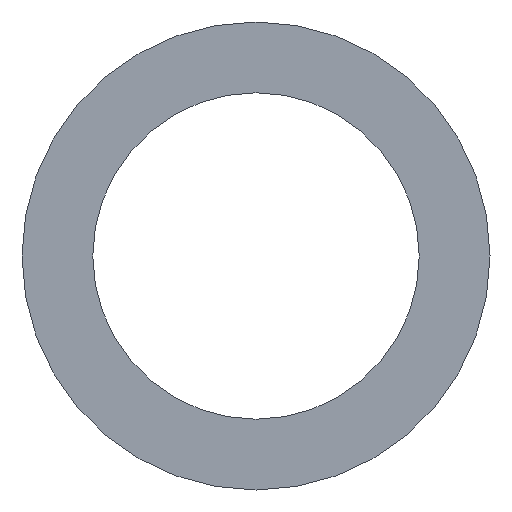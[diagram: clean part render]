
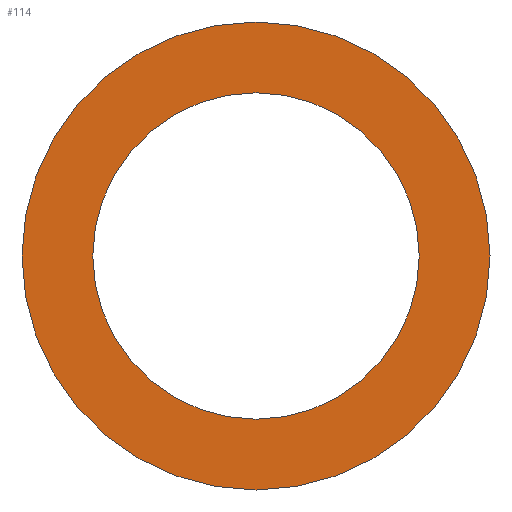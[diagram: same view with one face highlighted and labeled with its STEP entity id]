
A CAD part, left-side view. The second image highlights one B-rep face of the part: STEP entity #114.
In plain terms, the highlighted planar face has unit normal (-1, 0, 0).
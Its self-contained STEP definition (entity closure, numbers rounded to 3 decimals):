
#76 = VERTEX_POINT( '', #189 );
#82 = VERTEX_POINT( '', #195 );
#98 = VERTEX_POINT( '', #212 );
#100 = VERTEX_POINT( '', #214 );
#104 = EDGE_CURVE( '', #82, #76, #218, .T. );
#114 = ADVANCED_FACE( '', ( #229, #230 ), #231, .T. );
#120 = EDGE_CURVE( '', #76, #82, #239, .T. );
#132 = EDGE_CURVE( '', #100, #98, #252, .T. );
#146 = EDGE_CURVE( '', #98, #100, #270, .T. );
#189 = CARTESIAN_POINT( '', ( -84., 55.1, 0. ) );
#195 = CARTESIAN_POINT( '', ( -84., -55.1, 0. ) );
#212 = CARTESIAN_POINT( '', ( -84., 79., 0. ) );
#214 = CARTESIAN_POINT( '', ( -84., -79., 0. ) );
#218 = CIRCLE( '', #343, 55.1 );
#229 = FACE_BOUND( '', #358, .T. );
#230 = FACE_OUTER_BOUND( '', #359, .T. );
#231 = PLANE( '', #360 );
#239 = CIRCLE( '', #369, 55.1 );
#252 = CIRCLE( '', #386, 79. );
#270 = CIRCLE( '', #408, 79. );
#343 = AXIS2_PLACEMENT_3D( '', #473, #474, #475 );
#358 = EDGE_LOOP( '', ( #492, #493 ) );
#359 = EDGE_LOOP( '', ( #494, #495 ) );
#360 = AXIS2_PLACEMENT_3D( '', #496, #497, #498 );
#369 = AXIS2_PLACEMENT_3D( '', #507, #508, #509 );
#386 = AXIS2_PLACEMENT_3D( '', #522, #523, #524 );
#408 = AXIS2_PLACEMENT_3D( '', #553, #554, #555 );
#473 = CARTESIAN_POINT( '', ( -84., 0., 0. ) );
#474 = DIRECTION( '', ( -1., 0., 0. ) );
#475 = DIRECTION( '', ( 0., 1., 0. ) );
#492 = ORIENTED_EDGE( '', *, *, #120, .F. );
#493 = ORIENTED_EDGE( '', *, *, #104, .F. );
#494 = ORIENTED_EDGE( '', *, *, #146, .T. );
#495 = ORIENTED_EDGE( '', *, *, #132, .T. );
#496 = CARTESIAN_POINT( '', ( -84., 67.05, 0. ) );
#497 = DIRECTION( '', ( -1., 0., 0. ) );
#498 = DIRECTION( '', ( 0., 1., 0. ) );
#507 = CARTESIAN_POINT( '', ( -84., 0., 0. ) );
#508 = DIRECTION( '', ( -1., 0., 0. ) );
#509 = DIRECTION( '', ( 0., 1., 0. ) );
#522 = CARTESIAN_POINT( '', ( -84., 0., 0. ) );
#523 = DIRECTION( '', ( -1., 0., 0. ) );
#524 = DIRECTION( '', ( 0., 1., 0. ) );
#553 = CARTESIAN_POINT( '', ( -84., 0., 0. ) );
#554 = DIRECTION( '', ( -1., 0., 0. ) );
#555 = DIRECTION( '', ( 0., 1., 0. ) );
